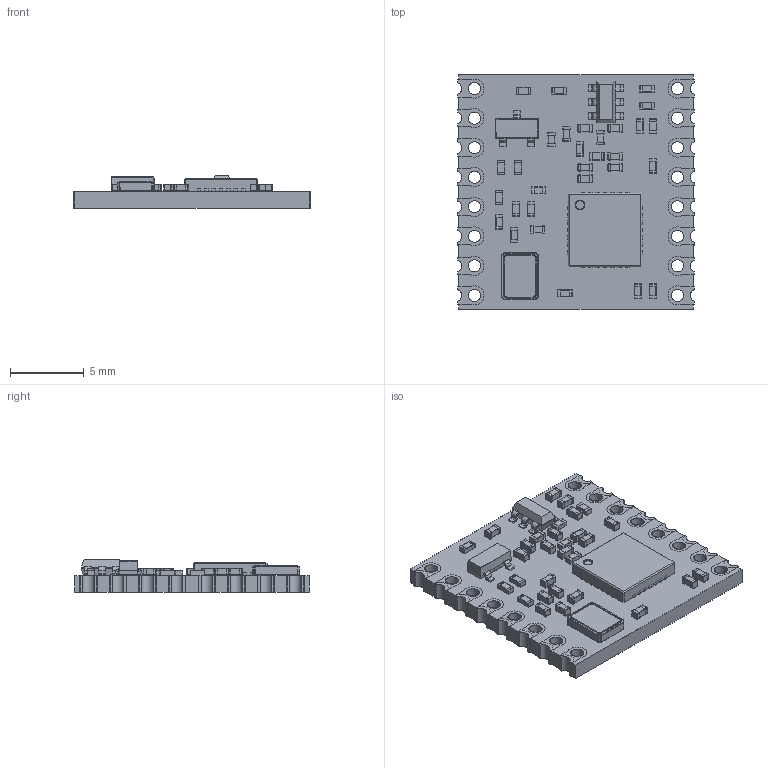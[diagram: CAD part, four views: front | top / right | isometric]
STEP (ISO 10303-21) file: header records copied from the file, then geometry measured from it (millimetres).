
FILE_DESCRIPTION(/* description */ ('STEP AP242','CAx-IF Rec.Pracs.---Representation and Presentation of Product Manufacturing Information (PMI)---4.0---2014-10-13','CAx-IF Rec.Pracs.---3D Tessellated Geometry---0.4---2014-09-14','2;1'),/* implementation_level */ '2;1');
FILE_NAME(/* name */ '637d0c2951a4521288bc389c',/* time_stamp */ '2022-11-22T17:51:42+00:00',/* author */ (''),/* organization */ (''),/* preprocessor_version */ 'ST-DEVELOPER v18.102',/* originating_system */ ' ',/* authorisation */ ' ');
FILE_SCHEMA (('AP242_MANAGED_MODEL_BASED_3D_ENGINEERING_MIM_LF { 1 0 10303 442 1 1 4 }'));
Products named in the file (145): RFM69HCW; COMPOUND
Assembly tree (144 placements, depth 2):
  RFM69HCW
    COMPOUND
    COMPOUND
    COMPOUND
    COMPOUND
    COMPOUND
    COMPOUND
    COMPOUND
    COMPOUND
    COMPOUND
    COMPOUND
    COMPOUND
    COMPOUND
    COMPOUND
    COMPOUND
    COMPOUND
    COMPOUND
    COMPOUND
    COMPOUND
    COMPOUND
    COMPOUND
    COMPOUND
    COMPOUND
    COMPOUND
    COMPOUND
    COMPOUND
    COMPOUND
    COMPOUND
    COMPOUND
    COMPOUND
    COMPOUND
    COMPOUND
    COMPOUND
    COMPOUND
    COMPOUND
    COMPOUND
    COMPOUND
    COMPOUND
    COMPOUND
    COMPOUND
    COMPOUND
    COMPOUND
    COMPOUND
    COMPOUND
    COMPOUND
    COMPOUND
    COMPOUND
    COMPOUND
    COMPOUND
    COMPOUND
    COMPOUND
    COMPOUND
    COMPOUND
    COMPOUND
    COMPOUND
    COMPOUND
    COMPOUND
    COMPOUND
    COMPOUND
    COMPOUND
Bounding box: 16 x 15.9 x 2.23 mm (x, y, z)
Volume: 333.4 mm3; surface area: 1107.7 mm2
Topology: 144 solids, 144 shells, 2686 faces, 6166 edges, 3344 vertices
Faces by surface type: plane 1181, cylinder 1039, sphere 452, torus 12, cone 2
Full cylindrical faces by diameter (mm): 0.6 x1, 0.82 x16, 0.9 x16
Entity records: 74674 total; most frequent: DIRECTION 13402, CARTESIAN_POINT 11926, ORIENTED_EDGE 11388, EDGE_CURVE 5694, AXIS2_PLACEMENT_3D 4896, LINE 3610, VECTOR 3610, VERTEX_POINT 3344
